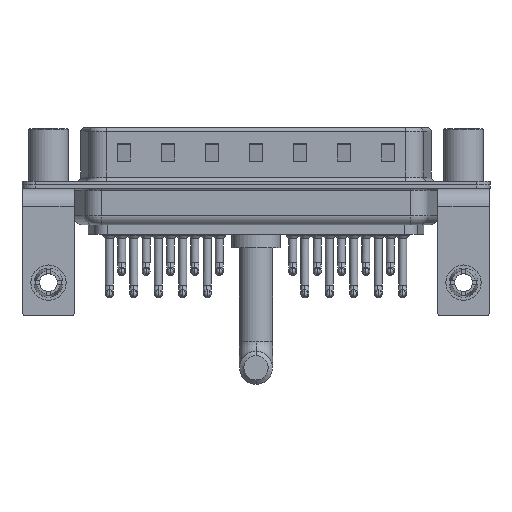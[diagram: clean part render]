
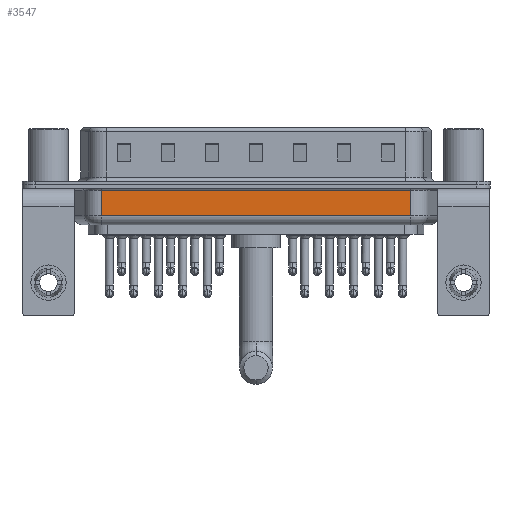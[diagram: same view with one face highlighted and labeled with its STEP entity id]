
A CAD part, front view. The second image highlights one B-rep face of the part: STEP entity #3547.
In plain terms, the highlighted planar face has unit normal (0, -1, 0).
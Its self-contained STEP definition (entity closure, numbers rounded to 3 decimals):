
#990 = ORIENTED_EDGE ( 'NONE', *, *, #26334, .T. ) ;
#1118 = EDGE_CURVE ( 'NONE', #15574, #13979, #15731, .T. ) ;
#2362 = VECTOR ( 'NONE', #25271, 1000. ) ;
#3481 = LINE ( 'NONE', #24121, #7405 ) ;
#3547 = ADVANCED_FACE ( 'NONE', ( #14292 ), #28279, .F. ) ;
#3968 = VECTOR ( 'NONE', #8907, 1000. ) ;
#5177 = CARTESIAN_POINT ( 'NONE',  ( 41.044, -5.35, -0.65 ) ) ;
#6156 = LINE ( 'NONE', #8886, #2362 ) ;
#6568 = ORIENTED_EDGE ( 'NONE', *, *, #18660, .T. ) ;
#7405 = VECTOR ( 'NONE', #8027, 1000. ) ;
#8027 = DIRECTION ( 'NONE',  ( 1., 0., 0. ) ) ;
#8886 = CARTESIAN_POINT ( 'NONE',  ( 41.044, -5.35, -4.5 ) ) ;
#8907 = DIRECTION ( 'NONE',  ( 0., 0., 1. ) ) ;
#10067 = CARTESIAN_POINT ( 'NONE',  ( 6.006, -5.35, -0.65 ) ) ;
#12086 = AXIS2_PLACEMENT_3D ( 'NONE', #18859, #16573, #15004 ) ;
#13002 = CARTESIAN_POINT ( 'NONE',  ( 6.006, -5.35, -3.5 ) ) ;
#13979 = VERTEX_POINT ( 'NONE', #16390 ) ;
#14111 = EDGE_CURVE ( 'NONE', #15574, #15870, #3481, .T. ) ;
#14292 = FACE_OUTER_BOUND ( 'NONE', #24308, .T. ) ;
#15004 = DIRECTION ( 'NONE',  ( 0., 0., 1. ) ) ;
#15574 = VERTEX_POINT ( 'NONE', #13002 ) ;
#15731 = LINE ( 'NONE', #24995, #3968 ) ;
#15870 = VERTEX_POINT ( 'NONE', #28628 ) ;
#16141 = VECTOR ( 'NONE', #28445, 1000. ) ;
#16390 = CARTESIAN_POINT ( 'NONE',  ( 6.006, -5.35, -0.65 ) ) ;
#16573 = DIRECTION ( 'NONE',  ( 0., 1., 0. ) ) ;
#16785 = VERTEX_POINT ( 'NONE', #5177 ) ;
#18660 = EDGE_CURVE ( 'NONE', #16785, #13979, #26604, .T. ) ;
#18859 = CARTESIAN_POINT ( 'NONE',  ( 6.006, -5.35, -4.5 ) ) ;
#22693 = ORIENTED_EDGE ( 'NONE', *, *, #14111, .T. ) ;
#24121 = CARTESIAN_POINT ( 'NONE',  ( 6.006, -5.35, -3.5 ) ) ;
#24308 = EDGE_LOOP ( 'NONE', ( #27020, #22693, #990, #6568 ) ) ;
#24995 = CARTESIAN_POINT ( 'NONE',  ( 6.006, -5.35, -4.5 ) ) ;
#25271 = DIRECTION ( 'NONE',  ( 0., 0., 1. ) ) ;
#26334 = EDGE_CURVE ( 'NONE', #15870, #16785, #6156, .T. ) ;
#26604 = LINE ( 'NONE', #10067, #16141 ) ;
#27020 = ORIENTED_EDGE ( 'NONE', *, *, #1118, .F. ) ;
#28279 = PLANE ( 'NONE',  #12086 ) ;
#28445 = DIRECTION ( 'NONE',  ( -1., 0., 0. ) ) ;
#28628 = CARTESIAN_POINT ( 'NONE',  ( 41.044, -5.35, -3.5 ) ) ;
